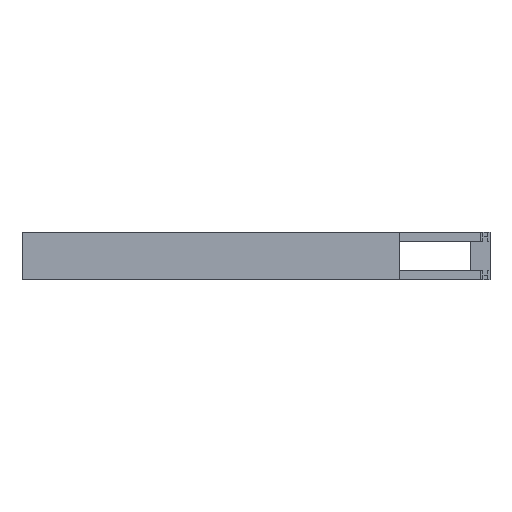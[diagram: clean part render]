
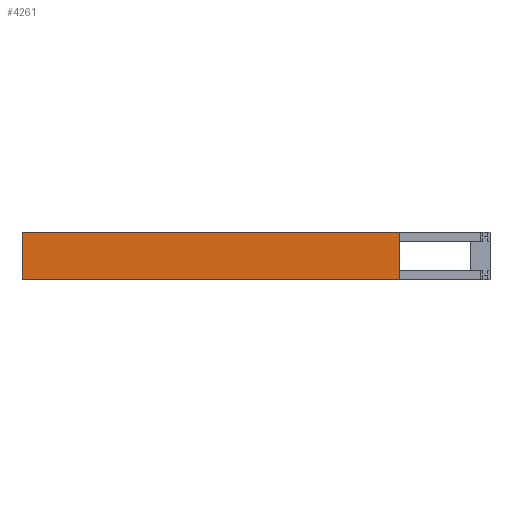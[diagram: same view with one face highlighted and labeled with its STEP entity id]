
A CAD part, left-side view. The second image highlights one B-rep face of the part: STEP entity #4261.
In plain terms, the highlighted planar face has unit normal (-1, 0, 0).
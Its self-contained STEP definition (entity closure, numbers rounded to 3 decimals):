
#127=PLANE('',#4363);
#352=FACE_OUTER_BOUND('',#588,.T.);
#588=EDGE_LOOP('',(#3897,#3898,#3899,#3900));
#848=LINE('',#8120,#1227);
#960=LINE('',#8345,#1339);
#966=LINE('',#8357,#1345);
#969=LINE('',#8364,#1348);
#1227=VECTOR('',#4725,10.);
#1339=VECTOR('',#4919,10.);
#1345=VECTOR('',#4933,10.);
#1348=VECTOR('',#4942,10.);
#1943=VERTEX_POINT('',#8117);
#1944=VERTEX_POINT('',#8119);
#2016=VERTEX_POINT('',#8344);
#2018=VERTEX_POINT('',#8356);
#2528=EDGE_CURVE('',#1943,#1944,#848,.T.);
#2640=EDGE_CURVE('',#2016,#1944,#960,.T.);
#2646=EDGE_CURVE('',#2018,#2016,#966,.T.);
#2649=EDGE_CURVE('',#2018,#1943,#969,.T.);
#3897=ORIENTED_EDGE('',*,*,#2640,.T.);
#3898=ORIENTED_EDGE('',*,*,#2528,.F.);
#3899=ORIENTED_EDGE('',*,*,#2649,.F.);
#3900=ORIENTED_EDGE('',*,*,#2646,.T.);
#4261=ADVANCED_FACE('',(#352),#127,.T.);
#4363=AXIS2_PLACEMENT_3D('',#8363,#4940,#4941);
#4725=DIRECTION('',(0.,-1.,0.));
#4919=DIRECTION('',(0.,0.,1.));
#4933=DIRECTION('',(0.,-1.,0.));
#4940=DIRECTION('center_axis',(-1.,0.,0.));
#4941=DIRECTION('ref_axis',(0.,-1.,0.));
#4942=DIRECTION('',(0.,0.,1.));
#8117=CARTESIAN_POINT('',(-2.,96.,10.));
#8119=CARTESIAN_POINT('',(-2.,17.,10.));
#8120=CARTESIAN_POINT('',(-2.,96.,10.));
#8344=CARTESIAN_POINT('',(-2.,17.,0.));
#8345=CARTESIAN_POINT('',(-2.,17.,5.));
#8356=CARTESIAN_POINT('',(-2.,96.,0.));
#8357=CARTESIAN_POINT('',(-2.,96.,0.));
#8363=CARTESIAN_POINT('Origin',(-2.,96.,0.));
#8364=CARTESIAN_POINT('',(-2.,96.,0.));
